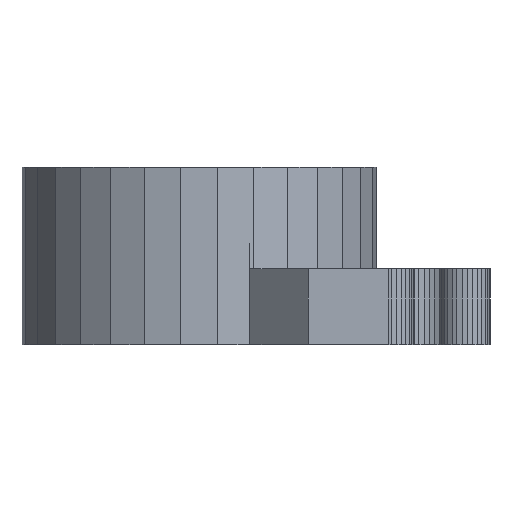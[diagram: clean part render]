
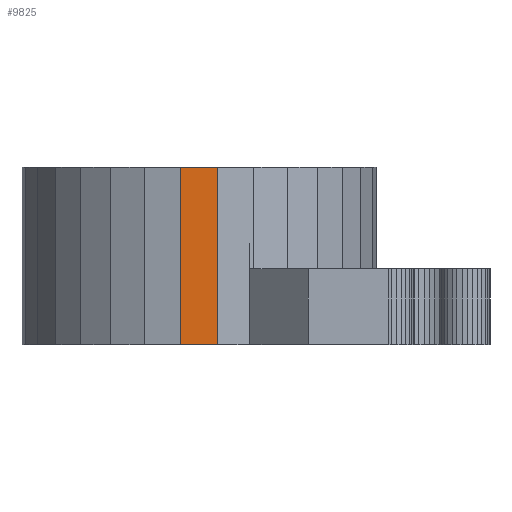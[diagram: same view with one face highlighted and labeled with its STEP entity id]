
A CAD part, front view. The second image highlights one B-rep face of the part: STEP entity #9825.
In plain terms, the highlighted planar face has unit normal (0, -1, 0).
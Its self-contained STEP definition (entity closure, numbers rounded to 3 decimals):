
#4355 = PLANE('',#4356);
#4356 = AXIS2_PLACEMENT_3D('',#4357,#4358,#4359);
#4357 = CARTESIAN_POINT('',(0.732,-6.962,0.));
#4358 = DIRECTION('',(-0.208,0.978,0.));
#4359 = DIRECTION('',(0.978,0.208,0.));
#4409 = PLANE('',#4410);
#4410 = AXIS2_PLACEMENT_3D('',#4411,#4412,#4413);
#4411 = CARTESIAN_POINT('',(7.,0.,7.));
#4412 = DIRECTION('',(0.,0.,-1.));
#4413 = DIRECTION('',(-1.,0.,0.));
#6360 = VERTEX_POINT('',#6361);
#6361 = CARTESIAN_POINT('',(0.732,-6.962,0.));
#6377 = PLANE('',#6378);
#6378 = AXIS2_PLACEMENT_3D('',#6379,#6380,#6381);
#6379 = CARTESIAN_POINT('',(7.,0.,0.));
#6380 = DIRECTION('',(0.,0.,-1.));
#6381 = DIRECTION('',(-1.,0.,0.));
#6389 = EDGE_CURVE('',#6360,#6390,#6392,.T.);
#6390 = VERTEX_POINT('',#6391);
#6391 = CARTESIAN_POINT('',(0.732,-6.962,7.));
#6392 = SURFACE_CURVE('',#6393,(#6397,#6404),.PCURVE_S1.);
#6393 = LINE('',#6394,#6395);
#6394 = CARTESIAN_POINT('',(0.732,-6.962,0.));
#6395 = VECTOR('',#6396,1.);
#6396 = DIRECTION('',(0.,0.,1.));
#6397 = PCURVE('',#4355,#6398);
#6398 = DEFINITIONAL_REPRESENTATION('',(#6399),#6403);
#6399 = LINE('',#6400,#6401);
#6400 = CARTESIAN_POINT('',(0.,0.));
#6401 = VECTOR('',#6402,1.);
#6402 = DIRECTION('',(0.,-1.));
#6403 = ( GEOMETRIC_REPRESENTATION_CONTEXT(2) 
PARAMETRIC_REPRESENTATION_CONTEXT() REPRESENTATION_CONTEXT('2D SPACE',''
  ) );
#6404 = PCURVE('',#6405,#6410);
#6405 = PLANE('',#6406);
#6406 = AXIS2_PLACEMENT_3D('',#6407,#6408,#6409);
#6407 = CARTESIAN_POINT('',(-0.732,-6.962,0.));
#6408 = DIRECTION('',(0.,1.,0.));
#6409 = DIRECTION('',(1.,0.,0.));
#6410 = DEFINITIONAL_REPRESENTATION('',(#6411),#6415);
#6411 = LINE('',#6412,#6413);
#6412 = CARTESIAN_POINT('',(1.463,0.));
#6413 = VECTOR('',#6414,1.);
#6414 = DIRECTION('',(0.,-1.));
#6415 = ( GEOMETRIC_REPRESENTATION_CONTEXT(2) 
PARAMETRIC_REPRESENTATION_CONTEXT() REPRESENTATION_CONTEXT('2D SPACE',''
  ) );
#6915 = EDGE_CURVE('',#6916,#6390,#6918,.T.);
#6916 = VERTEX_POINT('',#6917);
#6917 = CARTESIAN_POINT('',(-0.732,-6.962,7.));
#6918 = SURFACE_CURVE('',#6919,(#6923,#6930),.PCURVE_S1.);
#6919 = LINE('',#6920,#6921);
#6920 = CARTESIAN_POINT('',(-0.732,-6.962,7.));
#6921 = VECTOR('',#6922,1.);
#6922 = DIRECTION('',(1.,0.,0.));
#6923 = PCURVE('',#4409,#6924);
#6924 = DEFINITIONAL_REPRESENTATION('',(#6925),#6929);
#6925 = LINE('',#6926,#6927);
#6926 = CARTESIAN_POINT('',(7.732,-6.962));
#6927 = VECTOR('',#6928,1.);
#6928 = DIRECTION('',(-1.,0.));
#6929 = ( GEOMETRIC_REPRESENTATION_CONTEXT(2) 
PARAMETRIC_REPRESENTATION_CONTEXT() REPRESENTATION_CONTEXT('2D SPACE',''
  ) );
#6930 = PCURVE('',#6405,#6931);
#6931 = DEFINITIONAL_REPRESENTATION('',(#6932),#6936);
#6932 = LINE('',#6933,#6934);
#6933 = CARTESIAN_POINT('',(0.,-7.));
#6934 = VECTOR('',#6935,1.);
#6935 = DIRECTION('',(1.,0.));
#6936 = ( GEOMETRIC_REPRESENTATION_CONTEXT(2) 
PARAMETRIC_REPRESENTATION_CONTEXT() REPRESENTATION_CONTEXT('2D SPACE',''
  ) );
#6954 = PLANE('',#6955);
#6955 = AXIS2_PLACEMENT_3D('',#6956,#6957,#6958);
#6956 = CARTESIAN_POINT('',(-2.163,-6.657,0.));
#6957 = DIRECTION('',(0.208,0.978,0.));
#6958 = DIRECTION('',(0.978,-0.208,0.));
#9258 = EDGE_CURVE('',#9259,#6360,#9261,.T.);
#9259 = VERTEX_POINT('',#9260);
#9260 = CARTESIAN_POINT('',(-0.732,-6.962,0.));
#9261 = SURFACE_CURVE('',#9262,(#9266,#9273),.PCURVE_S1.);
#9262 = LINE('',#9263,#9264);
#9263 = CARTESIAN_POINT('',(-0.732,-6.962,0.));
#9264 = VECTOR('',#9265,1.);
#9265 = DIRECTION('',(1.,0.,0.));
#9266 = PCURVE('',#6377,#9267);
#9267 = DEFINITIONAL_REPRESENTATION('',(#9268),#9272);
#9268 = LINE('',#9269,#9270);
#9269 = CARTESIAN_POINT('',(7.732,-6.962));
#9270 = VECTOR('',#9271,1.);
#9271 = DIRECTION('',(-1.,0.));
#9272 = ( GEOMETRIC_REPRESENTATION_CONTEXT(2) 
PARAMETRIC_REPRESENTATION_CONTEXT() REPRESENTATION_CONTEXT('2D SPACE',''
  ) );
#9273 = PCURVE('',#6405,#9274);
#9274 = DEFINITIONAL_REPRESENTATION('',(#9275),#9279);
#9275 = LINE('',#9276,#9277);
#9276 = CARTESIAN_POINT('',(0.,0.));
#9277 = VECTOR('',#9278,1.);
#9278 = DIRECTION('',(1.,0.));
#9279 = ( GEOMETRIC_REPRESENTATION_CONTEXT(2) 
PARAMETRIC_REPRESENTATION_CONTEXT() REPRESENTATION_CONTEXT('2D SPACE',''
  ) );
#9825 = ADVANCED_FACE('',(#9826),#6405,.F.);
#9826 = FACE_BOUND('',#9827,.F.);
#9827 = EDGE_LOOP('',(#9828,#9849,#9850,#9851));
#9828 = ORIENTED_EDGE('',*,*,#9829,.T.);
#9829 = EDGE_CURVE('',#9259,#6916,#9830,.T.);
#9830 = SURFACE_CURVE('',#9831,(#9835,#9842),.PCURVE_S1.);
#9831 = LINE('',#9832,#9833);
#9832 = CARTESIAN_POINT('',(-0.732,-6.962,0.));
#9833 = VECTOR('',#9834,1.);
#9834 = DIRECTION('',(0.,0.,1.));
#9835 = PCURVE('',#6405,#9836);
#9836 = DEFINITIONAL_REPRESENTATION('',(#9837),#9841);
#9837 = LINE('',#9838,#9839);
#9838 = CARTESIAN_POINT('',(0.,0.));
#9839 = VECTOR('',#9840,1.);
#9840 = DIRECTION('',(0.,-1.));
#9841 = ( GEOMETRIC_REPRESENTATION_CONTEXT(2) 
PARAMETRIC_REPRESENTATION_CONTEXT() REPRESENTATION_CONTEXT('2D SPACE',''
  ) );
#9842 = PCURVE('',#6954,#9843);
#9843 = DEFINITIONAL_REPRESENTATION('',(#9844),#9848);
#9844 = LINE('',#9845,#9846);
#9845 = CARTESIAN_POINT('',(1.463,0.));
#9846 = VECTOR('',#9847,1.);
#9847 = DIRECTION('',(0.,-1.));
#9848 = ( GEOMETRIC_REPRESENTATION_CONTEXT(2) 
PARAMETRIC_REPRESENTATION_CONTEXT() REPRESENTATION_CONTEXT('2D SPACE',''
  ) );
#9849 = ORIENTED_EDGE('',*,*,#6915,.T.);
#9850 = ORIENTED_EDGE('',*,*,#6389,.F.);
#9851 = ORIENTED_EDGE('',*,*,#9258,.F.);
